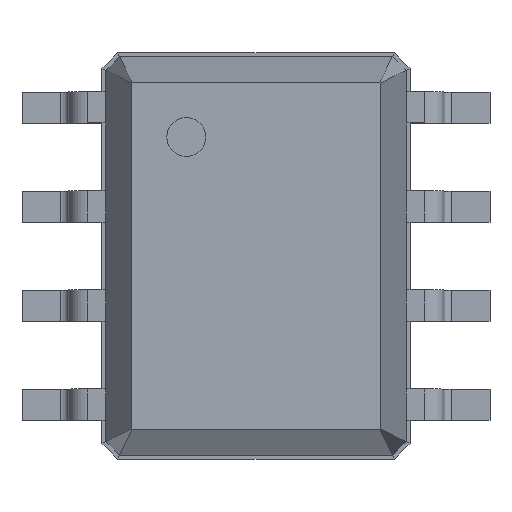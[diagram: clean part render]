
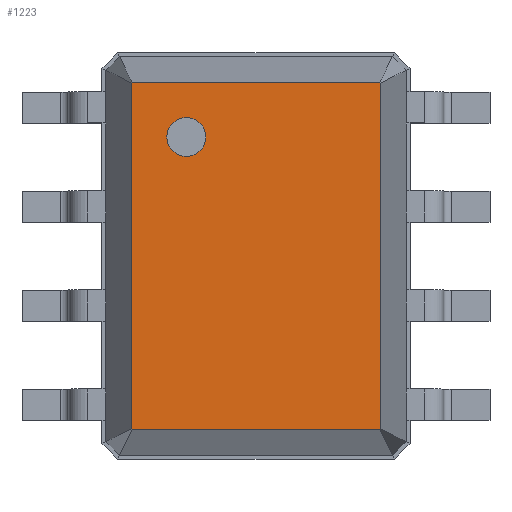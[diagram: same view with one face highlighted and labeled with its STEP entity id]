
A CAD part, top view. The second image highlights one B-rep face of the part: STEP entity #1223.
In plain terms, the highlighted planar face has unit normal (0, 0, 1).
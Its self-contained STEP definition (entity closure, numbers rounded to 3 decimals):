
#13=DIRECTION('',(0.,0.,1.));
#27=VECTOR('',#28,1.);
#28=DIRECTION('',(0.,-1.,0.));
#36=DIRECTION('',(0.,1.,0.));
#58=VECTOR('',#59,1.);
#59=DIRECTION('',(1.,0.,0.));
#132=VECTOR('',#133,1.);
#133=DIRECTION('',(-1.,0.,0.));
#392=VECTOR('',#393,1.);
#393=DIRECTION('',(0.707,-0.707,0.));
#399=VECTOR('',#400,1.);
#400=DIRECTION('',(-0.707,-0.707,0.));
#411=VECTOR('',#412,1.);
#412=DIRECTION('',(-0.707,0.707,0.));
#418=VECTOR('',#36,1.);
#422=VECTOR('',#423,1.);
#423=DIRECTION('',(0.707,0.707,0.));
#631=VERTEX_POINT('',#632);
#632=CARTESIAN_POINT('',(1.593,-2.214,3.28));
#634=ORIENTED_EDGE('',*,*,#635,.F.);
#635=EDGE_CURVE('',#636,#631,#638,.T.);
#636=VERTEX_POINT('',#637);
#637=CARTESIAN_POINT('',(1.593,2.214,3.28));
#638=LINE('',#637,#27);
#1214=ORIENTED_EDGE('',*,*,#1215,.F.);
#1215=EDGE_CURVE('',#1216,#636,#1218,.T.);
#1216=VERTEX_POINT('',#1217);
#1217=CARTESIAN_POINT('',(1.584,2.223,3.28));
#1218=LINE('',#1217,#392);
#1223=ADVANCED_FACE('',(#1224,#1254),#1263,.T.);
#1224=FACE_BOUND('',#1225,.T.);
#1225=EDGE_LOOP('',(#1226,#1231,#1236,#1241,#1246,#1251,#634,#1214));
#1226=ORIENTED_EDGE('',*,*,#1227,.F.);
#1227=EDGE_CURVE('',#1228,#1216,#1230,.T.);
#1228=VERTEX_POINT('',#1229);
#1229=CARTESIAN_POINT('',(-1.584,2.223,3.28));
#1230=LINE('',#1229,#58);
#1231=ORIENTED_EDGE('',*,*,#1232,.F.);
#1232=EDGE_CURVE('',#1233,#1228,#1235,.T.);
#1233=VERTEX_POINT('',#1234);
#1234=CARTESIAN_POINT('',(-1.593,2.214,3.28));
#1235=LINE('',#1234,#422);
#1236=ORIENTED_EDGE('',*,*,#1237,.F.);
#1237=EDGE_CURVE('',#1238,#1233,#1240,.T.);
#1238=VERTEX_POINT('',#1239);
#1239=CARTESIAN_POINT('',(-1.593,-2.214,3.28));
#1240=LINE('',#1239,#418);
#1241=ORIENTED_EDGE('',*,*,#1242,.F.);
#1242=EDGE_CURVE('',#1243,#1238,#1245,.T.);
#1243=VERTEX_POINT('',#1244);
#1244=CARTESIAN_POINT('',(-1.584,-2.223,3.28));
#1245=LINE('',#1244,#411);
#1246=ORIENTED_EDGE('',*,*,#1247,.F.);
#1247=EDGE_CURVE('',#1248,#1243,#1250,.T.);
#1248=VERTEX_POINT('',#1249);
#1249=CARTESIAN_POINT('',(1.584,-2.223,3.28));
#1250=LINE('',#1249,#132);
#1251=ORIENTED_EDGE('',*,*,#1252,.F.);
#1252=EDGE_CURVE('',#631,#1248,#1253,.T.);
#1253=LINE('',#632,#399);
#1254=FACE_BOUND('',#1255,.T.);
#1255=EDGE_LOOP('',(#1256));
#1256=ORIENTED_EDGE('',*,*,#1257,.F.);
#1257=EDGE_CURVE('',#1258,#1258,#1260,.T.);
#1258=VERTEX_POINT('',#1259);
#1259=CARTESIAN_POINT('',(-0.893,1.273,3.28));
#1260=CIRCLE('',#1261,0.25);
#1261=AXIS2_PLACEMENT_3D('',#1262,#13,#28);
#1262=CARTESIAN_POINT('',(-0.893,1.523,3.28));
#1263=PLANE('',#1264);
#1264=AXIS2_PLACEMENT_3D('',#1229,#13,#1265);
#1265=DIRECTION('',(0.58,-0.814,0.));
